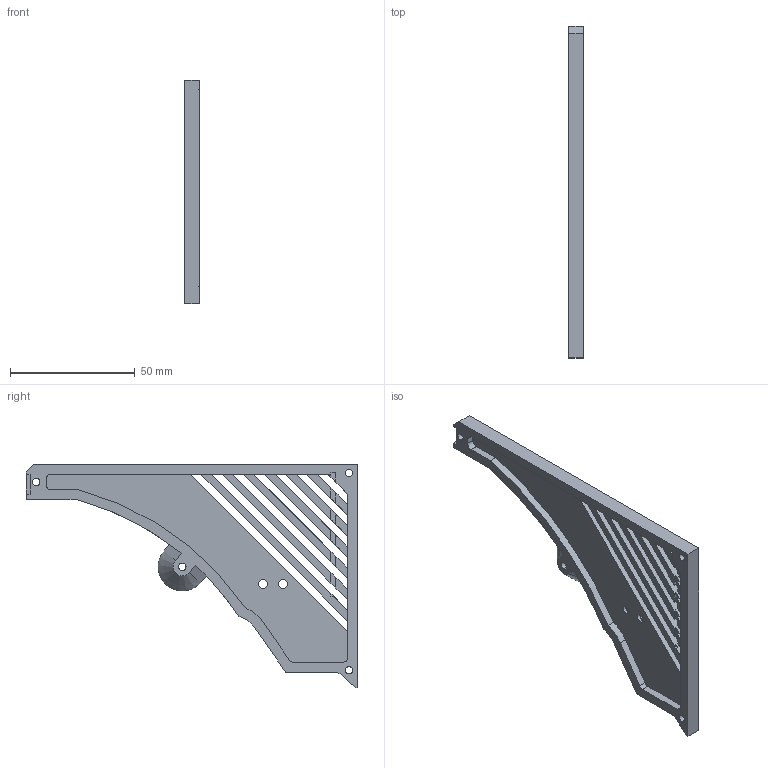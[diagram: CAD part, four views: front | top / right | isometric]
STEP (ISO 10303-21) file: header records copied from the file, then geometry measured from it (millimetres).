
FILE_DESCRIPTION (( 'STEP AP214' ), '1' );
FILE_NAME ('EE_Side_L (Old_PCB).STEP', '2025-07-18T19:49:46', ( '' ), ( '' ), 'SwSTEP 2.0', 'SolidWorks 2020', '' );
FILE_SCHEMA (( 'AUTOMOTIVE_DESIGN' ));
Length unit declared in the file: millimetre
Products named in the file (1): EE_Side_L (Old_PCB)
Bounding box: 6 x 133 x 89.6 mm (x, y, z)
Volume: 20181.6 mm3; surface area: 16442.5 mm2
Topology: 1 solids, 1 shells, 118 faces, 342 edges, 220 vertices
Faces by surface type: plane 72, cylinder 33, cone 13
Entity records: 3928 total; most frequent: CARTESIAN_POINT 687, ORIENTED_EDGE 684, DIRECTION 646, EDGE_CURVE 342, LINE 272, VECTOR 272, VERTEX_POINT 220, AXIS2_PLACEMENT_3D 187
